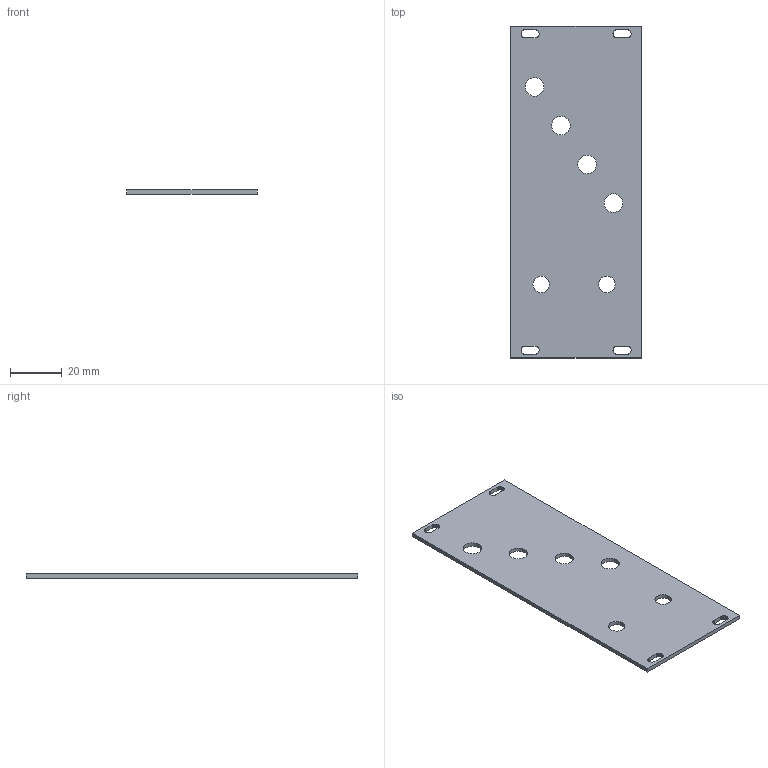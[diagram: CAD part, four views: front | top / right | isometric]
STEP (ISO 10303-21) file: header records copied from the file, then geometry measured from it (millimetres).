
FILE_DESCRIPTION(('KiCad electronic assembly'),'2;1');
FILE_NAME('ASDR_PANEL.step','2023-04-09T22:35:22',('Pcbnew'),('Kicad'), 'Open CASCADE STEP processor 7.6','KiCad to STEP converter','Unknown' );
FILE_SCHEMA(('AUTOMOTIVE_DESIGN { 1 0 10303 214 1 1 1 1 }'));
Length unit declared in the file: millimetre
Products named in the file (2): ASDR_PANEL 1; PCB
Assembly tree (1 placements, depth 2):
  ASDR_PANEL 1
    PCB
Bounding box: 50.5 x 128.5 x 1.58 mm (x, y, z)
Volume: 9766.6 mm3; surface area: 13246.4 mm2
Topology: 1 solids, 1 shells, 180 faces, 534 edges, 356 vertices
Faces by surface type: plane 174, cylinder 6
Full cylindrical faces by diameter (mm): 6.4 x2, 7.2 x4
Entity records: 12975 total; most frequent: CARTESIAN_POINT 2212, DIRECTION 1966, LINE 1578, VECTOR 1578, ORIENTED_EDGE 1068, PCURVE 1068, DEFINITIONAL_REPRESENTATION 1068, EDGE_CURVE 534
